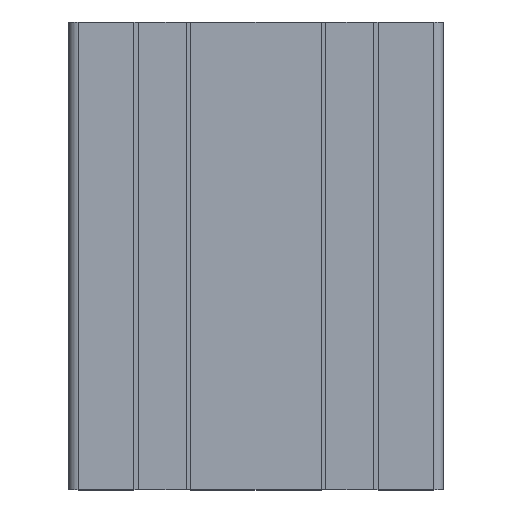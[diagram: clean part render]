
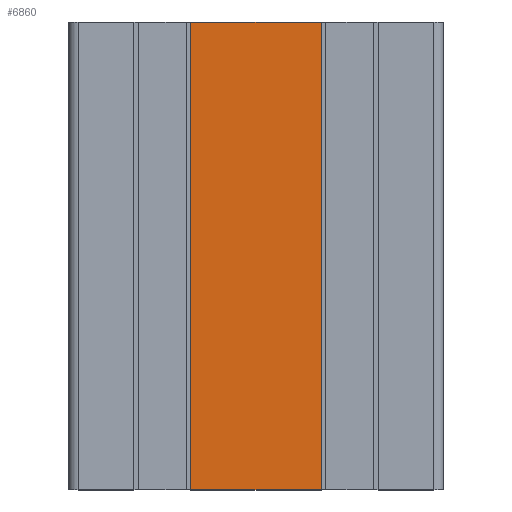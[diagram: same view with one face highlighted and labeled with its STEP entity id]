
A CAD part, top view. The second image highlights one B-rep face of the part: STEP entity #6860.
In plain terms, the highlighted planar face has unit normal (0, 0, 1).
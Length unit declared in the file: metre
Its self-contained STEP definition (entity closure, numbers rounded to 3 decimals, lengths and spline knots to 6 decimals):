
#600=FACE_OUTER_BOUND('',#934,.T.);
#934=EDGE_LOOP('',(#5607,#5608,#5609,#5610));
#1484=LINE('',#10436,#2320);
#1784=LINE('',#11195,#2620);
#1785=LINE('',#11197,#2621);
#1786=LINE('',#11198,#2622);
#2320=VECTOR('',#8485,0.1);
#2620=VECTOR('',#9197,0.1);
#2621=VECTOR('',#9200,0.0278);
#2622=VECTOR('',#9201,0.0278);
#3032=VERTEX_POINT('',#10433);
#3033=VERTEX_POINT('',#10435);
#3285=VERTEX_POINT('',#11191);
#3286=VERTEX_POINT('',#11193);
#3900=EDGE_CURVE('',#3033,#3032,#1484,.T.);
#4280=EDGE_CURVE('',#3286,#3285,#1784,.T.);
#4281=EDGE_CURVE('',#3032,#3285,#1785,.T.);
#4282=EDGE_CURVE('',#3033,#3286,#1786,.T.);
#5607=ORIENTED_EDGE('',*,*,#4281,.T.);
#5608=ORIENTED_EDGE('',*,*,#4280,.F.);
#5609=ORIENTED_EDGE('',*,*,#4282,.F.);
#5610=ORIENTED_EDGE('',*,*,#3900,.T.);
#6526=PLANE('',#7377);
#6860=ADVANCED_FACE('',(#600),#6526,.F.);
#7377=AXIS2_PLACEMENT_3D('',#11196,#9198,#9199);
#8485=DIRECTION('',(0.,1.,0.));
#9197=DIRECTION('',(0.,1.,0.));
#9198=DIRECTION('center_axis',(0.,0.,-1.));
#9199=DIRECTION('ref_axis',(-1.,0.,0.));
#9200=DIRECTION('',(-1.,0.,0.));
#9201=DIRECTION('',(-1.,0.,0.));
#10433=CARTESIAN_POINT('',(0.144737,0.011361,0.042));
#10435=CARTESIAN_POINT('',(0.144737,-0.088639,0.042));
#10436=CARTESIAN_POINT('',(0.144737,-0.088639,0.042));
#11191=CARTESIAN_POINT('',(0.116937,0.011361,0.042));
#11193=CARTESIAN_POINT('',(0.116937,-0.088639,0.042));
#11195=CARTESIAN_POINT('',(0.116937,-0.088639,0.042));
#11196=CARTESIAN_POINT('Origin',(0.116937,-0.988639,0.042));
#11197=CARTESIAN_POINT('',(0.144737,0.011361,0.042));
#11198=CARTESIAN_POINT('',(0.144737,-0.088639,0.042));
